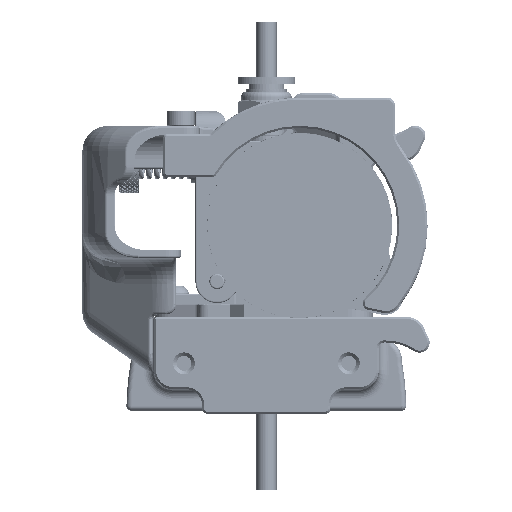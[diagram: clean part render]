
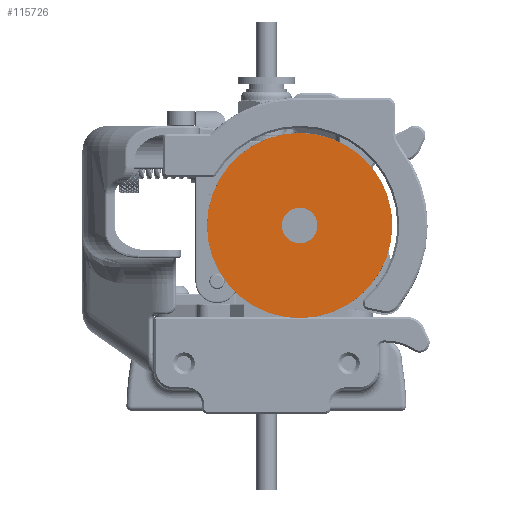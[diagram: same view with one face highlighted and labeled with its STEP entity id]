
A CAD part, left-side view. The second image highlights one B-rep face of the part: STEP entity #115726.
In plain terms, the highlighted face is planar.
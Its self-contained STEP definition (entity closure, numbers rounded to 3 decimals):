
#10282=FACE_BOUND('',#24089,.T.);
#11229=PLANE('',#128210);
#17211=FACE_OUTER_BOUND('',#24088,.T.);
#24088=EDGE_LOOP('',(#105676));
#24089=EDGE_LOOP('',(#105677));
#42915=CIRCLE('',#128170,18.2);
#42940=CIRCLE('',#128211,3.5);
#54348=VERTEX_POINT('',#476141);
#54373=VERTEX_POINT('',#476220);
#71568=EDGE_CURVE('',#54348,#54348,#42915,.T.);
#71605=EDGE_CURVE('',#54373,#54373,#42940,.T.);
#105676=ORIENTED_EDGE('',*,*,#71568,.F.);
#105677=ORIENTED_EDGE('',*,*,#71605,.T.);
#115726=ADVANCED_FACE('',(#17211,#10282),#11229,.F.);
#128170=AXIS2_PLACEMENT_3D('',#476143,#156862,#156863);
#128210=AXIS2_PLACEMENT_3D('',#476219,#156954,#156955);
#128211=AXIS2_PLACEMENT_3D('',#476221,#156956,#156957);
#156862=DIRECTION('center_axis',(0.,0.,
-1.));
#156863=DIRECTION('ref_axis',(-0.866,0.5,0.));
#156954=DIRECTION('center_axis',(0.,0.,
-1.));
#156955=DIRECTION('ref_axis',(-0.866,0.5,0.));
#156956=DIRECTION('center_axis',(0.,0.,
-1.));
#156957=DIRECTION('ref_axis',(-0.866,0.5,0.));
#476141=CARTESIAN_POINT('',(-20.638,-9.1,2.75));
#476143=CARTESIAN_POINT('Origin',(-36.4,0.,
2.75));
#476219=CARTESIAN_POINT('Origin',(-36.4,0.,
2.75));
#476220=CARTESIAN_POINT('',(-33.369,-1.75,2.75));
#476221=CARTESIAN_POINT('Origin',(-36.4,0.,
2.75));
